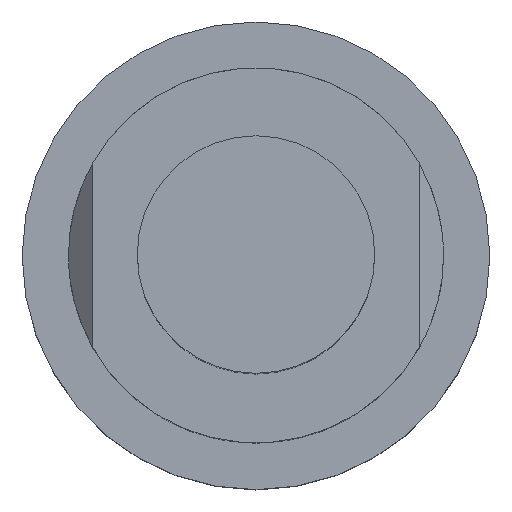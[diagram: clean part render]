
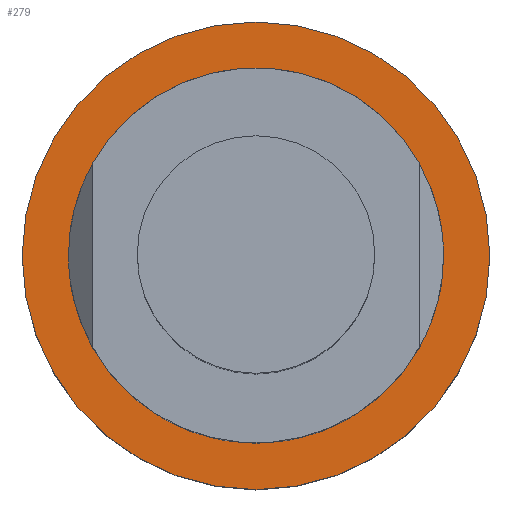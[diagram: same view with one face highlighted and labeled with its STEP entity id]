
A CAD part, top view. The second image highlights one B-rep face of the part: STEP entity #279.
In plain terms, the highlighted planar face has unit normal (0, 0, 1).
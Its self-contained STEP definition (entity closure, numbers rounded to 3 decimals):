
#5 = DIRECTION ( 'NONE',  ( 0., 0., 1. ) ) ;
#8 = CIRCLE ( 'NONE', #741, 20. ) ;
#17 = AXIS2_PLACEMENT_3D ( 'NONE', #712, #300, #796 ) ;
#29 = DIRECTION ( 'NONE',  ( 0., 0., 1. ) ) ;
#69 = CIRCLE ( 'NONE', #17, 25. ) ;
#128 = VERTEX_POINT ( 'NONE', #478 ) ;
#138 = EDGE_LOOP ( 'NONE', ( #748, #269 ) ) ;
#143 = VERTEX_POINT ( 'NONE', #473 ) ;
#193 = CARTESIAN_POINT ( 'NONE',  ( 0., 0., -78.5 ) ) ;
#227 = DIRECTION ( 'NONE',  ( 0., 0., -1. ) ) ;
#269 = ORIENTED_EDGE ( 'NONE', *, *, #541, .F. ) ;
#270 = VERTEX_POINT ( 'NONE', #847 ) ;
#279 = ADVANCED_FACE ( 'NONE', ( #348, #696 ), #775, .F. ) ;
#287 = CARTESIAN_POINT ( 'NONE',  ( 0., 20., -78.5 ) ) ;
#300 = DIRECTION ( 'NONE',  ( 0., 0., 1. ) ) ;
#348 = FACE_BOUND ( 'NONE', #138, .T. ) ;
#419 = CARTESIAN_POINT ( 'NONE',  ( 0., 0., -78.5 ) ) ;
#433 = EDGE_LOOP ( 'NONE', ( #845, #561 ) ) ;
#438 = AXIS2_PLACEMENT_3D ( 'NONE', #193, #596, #521 ) ;
#457 = CIRCLE ( 'NONE', #438, 20. ) ;
#473 = CARTESIAN_POINT ( 'NONE',  ( 25., 0., -78.5 ) ) ;
#476 = DIRECTION ( 'NONE',  ( 1., 0., 0. ) ) ;
#478 = CARTESIAN_POINT ( 'NONE',  ( -25., 0., -78.5 ) ) ;
#495 = DIRECTION ( 'NONE',  ( 1., 0., 0. ) ) ;
#521 = DIRECTION ( 'NONE',  ( 1., 0., 0. ) ) ;
#541 = EDGE_CURVE ( 'NONE', #270, #752, #8, .T. ) ;
#561 = ORIENTED_EDGE ( 'NONE', *, *, #638, .T. ) ;
#595 = EDGE_CURVE ( 'NONE', #752, #270, #457, .T. ) ;
#596 = DIRECTION ( 'NONE',  ( 0., 0., 1. ) ) ;
#625 = AXIS2_PLACEMENT_3D ( 'NONE', #419, #29, #495 ) ;
#638 = EDGE_CURVE ( 'NONE', #128, #143, #794, .T. ) ;
#689 = EDGE_CURVE ( 'NONE', #143, #128, #69, .T. ) ;
#693 = CARTESIAN_POINT ( 'NONE',  ( 0., 0., -78.5 ) ) ;
#696 = FACE_OUTER_BOUND ( 'NONE', #433, .T. ) ;
#701 = DIRECTION ( 'NONE',  ( -1., 0., 0. ) ) ;
#712 = CARTESIAN_POINT ( 'NONE',  ( 0., 0., -78.5 ) ) ;
#741 = AXIS2_PLACEMENT_3D ( 'NONE', #693, #5, #476 ) ;
#748 = ORIENTED_EDGE ( 'NONE', *, *, #595, .F. ) ;
#752 = VERTEX_POINT ( 'NONE', #882 ) ;
#775 = PLANE ( 'NONE',  #828 ) ;
#794 = CIRCLE ( 'NONE', #625, 25. ) ;
#796 = DIRECTION ( 'NONE',  ( 1., 0., 0. ) ) ;
#828 = AXIS2_PLACEMENT_3D ( 'NONE', #287, #227, #701 ) ;
#845 = ORIENTED_EDGE ( 'NONE', *, *, #689, .T. ) ;
#847 = CARTESIAN_POINT ( 'NONE',  ( -20., 0., -78.5 ) ) ;
#882 = CARTESIAN_POINT ( 'NONE',  ( 20., 0., -78.5 ) ) ;
